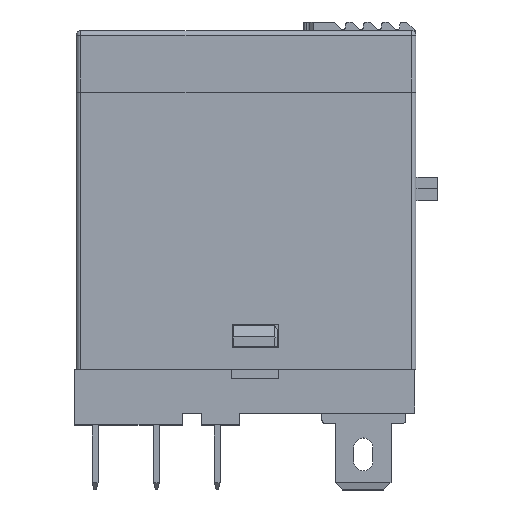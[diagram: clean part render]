
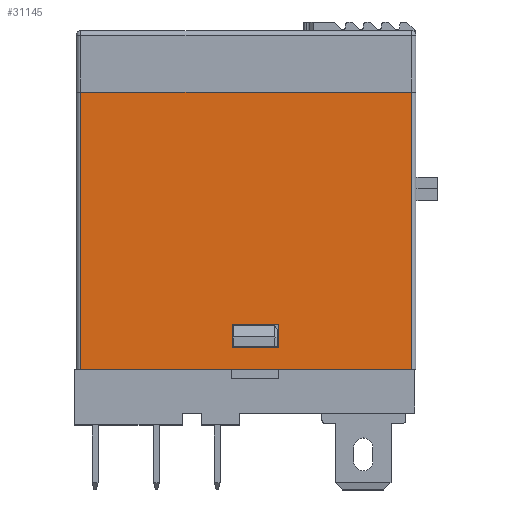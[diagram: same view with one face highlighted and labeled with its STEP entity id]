
A CAD part, top view. The second image highlights one B-rep face of the part: STEP entity #31145.
In plain terms, the highlighted planar face has unit normal (0, 0, 1).
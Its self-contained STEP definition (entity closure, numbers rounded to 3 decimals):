
#50 = CARTESIAN_POINT ( 'NONE',  ( 14., 23.5, 6.3 ) ) ;
#740 = CARTESIAN_POINT ( 'NONE',  ( 14., 0., 6.3 ) ) ;
#1851 = EDGE_CURVE ( 'NONE', #44999, #8609, #26814, .T. ) ;
#1931 = EDGE_CURVE ( 'NONE', #30255, #38678, #25551, .T. ) ;
#2545 = DIRECTION ( 'NONE',  ( 0., 0., -1. ) ) ;
#3254 = CARTESIAN_POINT ( 'NONE',  ( -14., 23.5, 6.3 ) ) ;
#4099 = CARTESIAN_POINT ( 'NONE',  ( 2.73, 1.85, 6.3 ) ) ;
#4658 = DIRECTION ( 'NONE',  ( 1., 0., 0. ) ) ;
#4853 = CARTESIAN_POINT ( 'NONE',  ( -1.17, 1.85, 6.3 ) ) ;
#5864 = DIRECTION ( 'NONE',  ( 0., 1., 0. ) ) ;
#7075 = LINE ( 'NONE', #36067, #27359 ) ;
#8343 = VECTOR ( 'NONE', #5864, 1000. ) ;
#8609 = VERTEX_POINT ( 'NONE', #17255 ) ;
#9062 = FACE_OUTER_BOUND ( 'NONE', #15005, .T. ) ;
#10227 = VERTEX_POINT ( 'NONE', #4853 ) ;
#11401 = DIRECTION ( 'NONE',  ( 0., -1., 0. ) ) ;
#12460 = ORIENTED_EDGE ( 'NONE', *, *, #24925, .F. ) ;
#13270 = CARTESIAN_POINT ( 'NONE',  ( -14., 0., 6.3 ) ) ;
#14398 = EDGE_LOOP ( 'NONE', ( #34185, #26203, #12460, #30786 ) ) ;
#14855 = VECTOR ( 'NONE', #29478, 1000. ) ;
#15005 = EDGE_LOOP ( 'NONE', ( #39983, #25297, #38539, #20757 ) ) ;
#16699 = CARTESIAN_POINT ( 'NONE',  ( -1.17, 1.85, 6.3 ) ) ;
#17134 = VECTOR ( 'NONE', #30262, 1000. ) ;
#17255 = CARTESIAN_POINT ( 'NONE',  ( 2.73, 3.85, 6.3 ) ) ;
#17416 = CARTESIAN_POINT ( 'NONE',  ( -1.17, 3.85, 6.3 ) ) ;
#20143 = CARTESIAN_POINT ( 'NONE',  ( -14., 23.5, 6.3 ) ) ;
#20757 = ORIENTED_EDGE ( 'NONE', *, *, #29329, .T. ) ;
#21440 = EDGE_CURVE ( 'NONE', #40456, #29179, #27931, .T. ) ;
#21992 = CARTESIAN_POINT ( 'NONE',  ( 14., 23.5, 6.3 ) ) ;
#22753 = PLANE ( 'NONE',  #32234 ) ;
#22885 = CARTESIAN_POINT ( 'NONE',  ( -14.4, 0., 6.3 ) ) ;
#24837 = EDGE_CURVE ( 'NONE', #10227, #44999, #41593, .T. ) ;
#24925 = EDGE_CURVE ( 'NONE', #8609, #40402, #26923, .T. ) ;
#25297 = ORIENTED_EDGE ( 'NONE', *, *, #34081, .T. ) ;
#25551 = LINE ( 'NONE', #22885, #36408 ) ;
#26203 = ORIENTED_EDGE ( 'NONE', *, *, #31845, .F. ) ;
#26814 = LINE ( 'NONE', #46739, #37677 ) ;
#26923 = LINE ( 'NONE', #17416, #14855 ) ;
#27359 = VECTOR ( 'NONE', #40142, 1000. ) ;
#27931 = LINE ( 'NONE', #50585, #17134 ) ;
#29179 = VERTEX_POINT ( 'NONE', #50 ) ;
#29329 = EDGE_CURVE ( 'NONE', #40456, #30255, #29544, .T. ) ;
#29478 = DIRECTION ( 'NONE',  ( -1., 0., 0. ) ) ;
#29544 = LINE ( 'NONE', #3254, #49973 ) ;
#30255 = VERTEX_POINT ( 'NONE', #13270 ) ;
#30262 = DIRECTION ( 'NONE',  ( 1., 0., 0. ) ) ;
#30748 = VECTOR ( 'NONE', #4658, 1000. ) ;
#30786 = ORIENTED_EDGE ( 'NONE', *, *, #1851, .F. ) ;
#30878 = DIRECTION ( 'NONE',  ( 1., 0., 0. ) ) ;
#30921 = DIRECTION ( 'NONE',  ( -1., 0., 0. ) ) ;
#31145 = ADVANCED_FACE ( 'NONE', ( #49775, #9062 ), #22753, .F. ) ;
#31845 = EDGE_CURVE ( 'NONE', #40402, #10227, #7075, .T. ) ;
#32234 = AXIS2_PLACEMENT_3D ( 'NONE', #51218, #2545, #30921 ) ;
#34081 = EDGE_CURVE ( 'NONE', #38678, #29179, #51598, .T. ) ;
#34185 = ORIENTED_EDGE ( 'NONE', *, *, #24837, .F. ) ;
#36067 = CARTESIAN_POINT ( 'NONE',  ( -1.17, 3.85, 6.3 ) ) ;
#36408 = VECTOR ( 'NONE', #30878, 1000. ) ;
#37677 = VECTOR ( 'NONE', #50669, 1000. ) ;
#38539 = ORIENTED_EDGE ( 'NONE', *, *, #21440, .F. ) ;
#38678 = VERTEX_POINT ( 'NONE', #740 ) ;
#39983 = ORIENTED_EDGE ( 'NONE', *, *, #1931, .T. ) ;
#40142 = DIRECTION ( 'NONE',  ( 0., -1., 0. ) ) ;
#40402 = VERTEX_POINT ( 'NONE', #52188 ) ;
#40456 = VERTEX_POINT ( 'NONE', #20143 ) ;
#41593 = LINE ( 'NONE', #16699, #30748 ) ;
#44999 = VERTEX_POINT ( 'NONE', #4099 ) ;
#46739 = CARTESIAN_POINT ( 'NONE',  ( 2.73, 3.85, 6.3 ) ) ;
#49775 = FACE_BOUND ( 'NONE', #14398, .T. ) ;
#49973 = VECTOR ( 'NONE', #11401, 1000. ) ;
#50585 = CARTESIAN_POINT ( 'NONE',  ( -14.4, 23.5, 6.3 ) ) ;
#50669 = DIRECTION ( 'NONE',  ( 0., 1., 0. ) ) ;
#51218 = CARTESIAN_POINT ( 'NONE',  ( -14.4, 23.5, 6.3 ) ) ;
#51598 = LINE ( 'NONE', #21992, #8343 ) ;
#52188 = CARTESIAN_POINT ( 'NONE',  ( -1.17, 3.85, 6.3 ) ) ;
